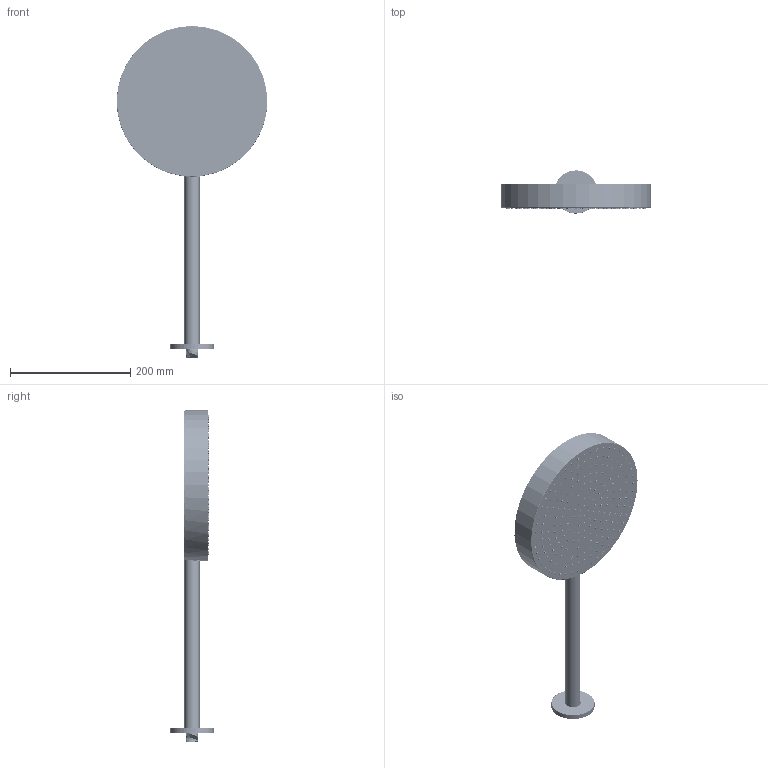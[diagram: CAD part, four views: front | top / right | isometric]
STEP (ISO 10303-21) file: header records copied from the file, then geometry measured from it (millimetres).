
FILE_DESCRIPTION((''),'2;1');
FILE_NAME('615-3700_X_T_ASM','2022-03-19T21:34:38',('WEIJOY'),(''),'CREO PARAMETRIC BY PTC INC, 2019224','CREO PARAMETRIC BY PTC INC, 2019224','');
FILE_SCHEMA(('CONFIG_CONTROL_DESIGN'));
Length unit declared in the file: millimetre
Products named in the file (35): M4_X2_87BA4E1D_X0__ID154_X_T; 615-3700_ID150_X_T; _X2_4E0A677F_X0__ID146_X_T; M4_X2_87BA4E1D_X0__ID142_X_T; M4_X2_87BA4E1D_X0__ID138_X_T; M4_X2_87BA4E1D_X0__ID134_X_T; M4_X2_87BA4E1D_X0__ID130_X_T; M4_X2_87BA4E1D_X0__ID126_X_T; M4_X2_87BA4E1D_X0__ID122_X_T; M4_X2_87BA4E1D_X0__ID118_X_T; M4_X2_87BA4E1D_X0__ID114_X_T; M4_X2_87BA4E1D_X0__ID110_X_T; C31000_X2_5851_X0___X2_7EC6524D; _X2_63A5593459165957_X0__ID102_; _X2_987655B76A6180F67247FF08653; O_X2_578B5708_X0_18X2_ID94_X_T; O_X2_578B5708_X0_18X2_ID90_X_T; O_X2_578B5708_X0_15X2_ID86_X_T; _X2_8FDB6C3463A55934_X0__ID82_X; _X2_4E0B677F_X0_250_ID78_X_T; 615-3700_ID74_X_T; 615-3700_ID70_X_T; _X2_82B16D128FDB6C3463A55934_X0; 615-3700_ID62_X_T; 615-3700_ID58_X_T; 615-3700_ID54_X_T; 615-3700_ID50_X_T; O_X2_578B5708_X0_30X2_5_ID30_X_; 9175603_X2_56FA5B9A677F_X0__ID2; 25_X2_58995F0F82B16D126746-4089; 25_X2_58995F0F82B16D126746-4088; 72_X2_82B16D1281C288C5997076D6_; M5X4_X2_5C16593487BA4E1D_X0__ID; 615-3700_X_T_1_ASM; 615-3700_X_T_ASM
Assembly tree (34 placements, depth 3):
  615-3700_X_T_ASM
    615-3700_X_T_1_ASM
      M4_X2_87BA4E1D_X0__ID154_X_T
      615-3700_ID150_X_T
      _X2_4E0A677F_X0__ID146_X_T
      M4_X2_87BA4E1D_X0__ID142_X_T
      M4_X2_87BA4E1D_X0__ID138_X_T
      M4_X2_87BA4E1D_X0__ID134_X_T
      M4_X2_87BA4E1D_X0__ID130_X_T
      M4_X2_87BA4E1D_X0__ID126_X_T
      M4_X2_87BA4E1D_X0__ID122_X_T
      M4_X2_87BA4E1D_X0__ID118_X_T
      M4_X2_87BA4E1D_X0__ID114_X_T
      M4_X2_87BA4E1D_X0__ID110_X_T
      C31000_X2_5851_X0___X2_7EC6524D
      _X2_63A5593459165957_X0__ID102_
      _X2_987655B76A6180F67247FF08653
      O_X2_578B5708_X0_18X2_ID94_X_T
      O_X2_578B5708_X0_18X2_ID90_X_T
      O_X2_578B5708_X0_15X2_ID86_X_T
      _X2_8FDB6C3463A55934_X0__ID82_X
      _X2_4E0B677F_X0_250_ID78_X_T
      615-3700_ID74_X_T
      615-3700_ID70_X_T
      _X2_82B16D128FDB6C3463A55934_X0
      615-3700_ID62_X_T
      615-3700_ID58_X_T
      615-3700_ID54_X_T
      615-3700_ID50_X_T
      O_X2_578B5708_X0_30X2_5_ID30_X_
      9175603_X2_56FA5B9A677F_X0__ID2
      25_X2_58995F0F82B16D126746-4089
      25_X2_58995F0F82B16D126746-4088
      72_X2_82B16D1281C288C5997076D6_
      M5X4_X2_5C16593487BA4E1D_X0__ID
Bounding box: 251 x 71.89 x 553.17 mm (x, y, z)
Volume: 472662.4 mm3; surface area: 611415.1 mm2
Topology: 30 solids, 34 shells, 4181 faces, 10537 edges, 7050 vertices
Faces by surface type: cylinder 2879, plane 930, torus 188, cone 156, bspline 28
Entity records: 152193 total; most frequent: CARTESIAN_POINT 43375, DIRECTION 24929, ORIENTED_EDGE 20984, AXIS2_PLACEMENT_3D 10652, EDGE_CURVE 10515, VERTEX_POINT 7050, CIRCLE 6397, EDGE_LOOP 5791
